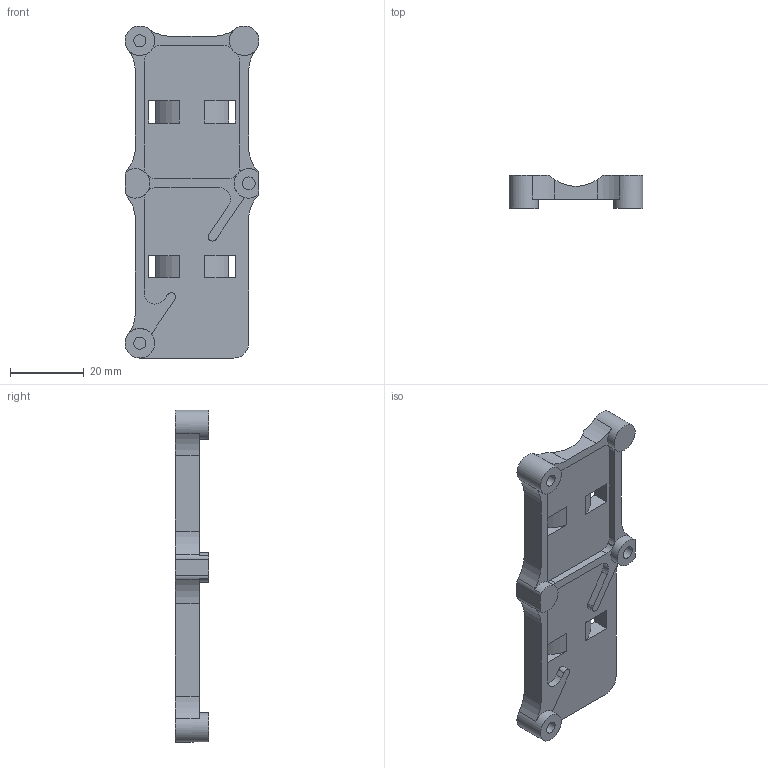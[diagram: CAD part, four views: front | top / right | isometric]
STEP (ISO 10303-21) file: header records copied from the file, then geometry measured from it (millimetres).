
FILE_DESCRIPTION(/* description */ (''),/* implementation_level */ '2;1');
FILE_NAME(/* name */ 'Receiver Mount.step',/* time_stamp */ '2021-06-11T21:40:29+02:00',/* author */ (''),/* organization */ (''),/* preprocessor_version */ 'ST-DEVELOPER v18.1',/* originating_system */ 'Autodesk Translation Framework v10.9.0.1377',/* authorisation */ '');
FILE_SCHEMA (('AUTOMOTIVE_DESIGN { 1 0 10303 214 3 1 1 }'));
Length unit declared in the file: millimetre
Products named in the file (1): Receiver Mount
Bounding box: 36.3 x 9 x 90 mm (x, y, z)
Volume: 11144.1 mm3; surface area: 8495.3 mm2
Topology: 1 solids, 1 shells, 110 faces, 304 edges, 202 vertices
Faces by surface type: plane 68, cylinder 42
Full cylindrical faces by diameter (mm): 3.3 x2, 3.5 x2, 8 x3
Entity records: 3596 total; most frequent: DIRECTION 630, CARTESIAN_POINT 623, ORIENTED_EDGE 608, EDGE_CURVE 304, AXIS2_PLACEMENT_3D 217, VERTEX_POINT 202, LINE 196, VECTOR 196
